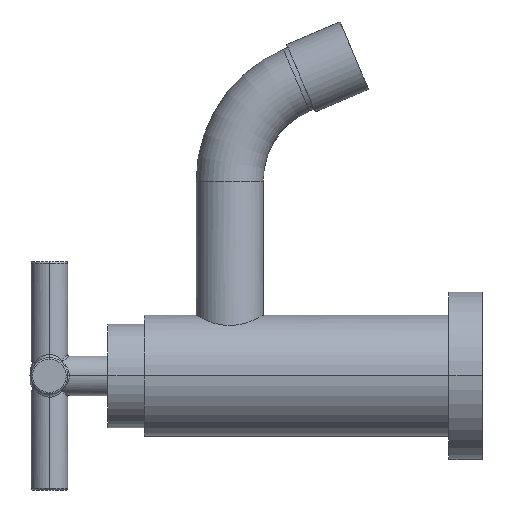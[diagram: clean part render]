
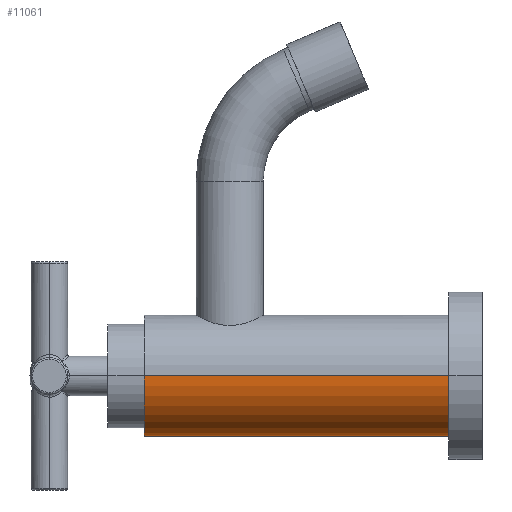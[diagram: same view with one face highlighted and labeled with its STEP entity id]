
A CAD part, left-side view. The second image highlights one B-rep face of the part: STEP entity #11061.
In plain terms, the highlighted cylindrical face has radius 19.85 mm (diameter 39.7 mm), a partial arc.
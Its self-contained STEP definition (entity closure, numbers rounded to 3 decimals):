
#1963=CARTESIAN_POINT('',(0.,102.,0.));
#1964=DIRECTION('',(0.,1.,0.));
#1965=DIRECTION('',(1.,0.,0.));
#1966=AXIS2_PLACEMENT_3D('',#1963,#1964,#1965);
#1983=CARTESIAN_POINT('',(0.,2.,0.));
#1984=DIRECTION('',(0.,-1.,0.));
#1985=DIRECTION('',(-1.,0.,0.));
#1986=AXIS2_PLACEMENT_3D('',#1983,#1984,#1985);
#1988=DIRECTION('',(0.,1.,0.));
#1989=VECTOR('',#1988,100.);
#1990=CARTESIAN_POINT('',(19.85,2.,0.));
#1991=LINE('',#1990,#1989);
#1992=DIRECTION('',(0.,1.,0.));
#1993=VECTOR('',#1992,100.);
#1994=CARTESIAN_POINT('',(-19.85,2.,0.));
#1995=LINE('',#1994,#1993);
#7274=CARTESIAN_POINT('',(19.85,102.,0.));
#7275=CARTESIAN_POINT('',(-19.85,102.,0.));
#7276=VERTEX_POINT('',#7274);
#7277=VERTEX_POINT('',#7275);
#8435=CARTESIAN_POINT('',(19.85,2.,0.));
#8436=CARTESIAN_POINT('',(-19.85,2.,0.));
#8437=VERTEX_POINT('',#8435);
#8438=VERTEX_POINT('',#8436);
#11047=CARTESIAN_POINT('',(0.,107.1,0.));
#11048=DIRECTION('',(0.,-1.,0.));
#11049=DIRECTION('',(-1.,0.,0.));
#11050=AXIS2_PLACEMENT_3D('',#11047,#11048,#11049);
#11051=CYLINDRICAL_SURFACE('',#11050,19.85);
#11053=ORIENTED_EDGE('',*,*,#11052,.T.);
#11055=ORIENTED_EDGE('',*,*,#11054,.T.);
#11056=ORIENTED_EDGE('',*,*,#11028,.T.);
#11058=ORIENTED_EDGE('',*,*,#11057,.F.);
#11059=EDGE_LOOP('',(#11053,#11055,#11056,#11058));
#11060=FACE_OUTER_BOUND('',#11059,.F.);
#11061=ADVANCED_FACE('',(#11060),#11051,.T.);
#1967=CIRCLE('',#1966,19.85);
#1987=CIRCLE('',#1986,19.85);
#11028=EDGE_CURVE('',#7276,#7277,#1967,.T.);
#11052=EDGE_CURVE('',#8438,#8437,#1987,.T.);
#11054=EDGE_CURVE('',#8437,#7276,#1991,.T.);
#11057=EDGE_CURVE('',#8438,#7277,#1995,.T.);
